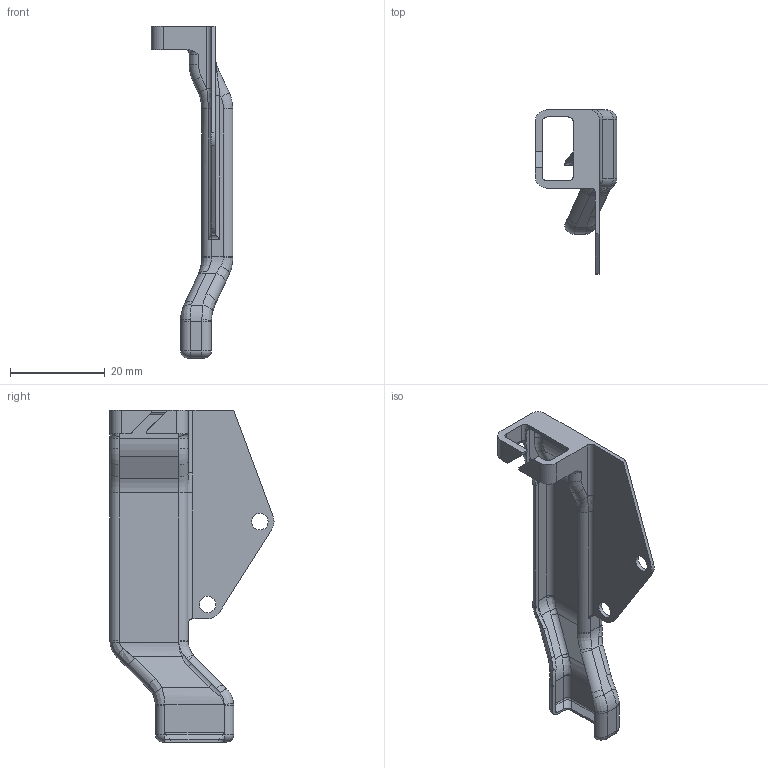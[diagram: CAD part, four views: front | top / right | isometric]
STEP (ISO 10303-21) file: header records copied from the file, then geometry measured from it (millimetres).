
FILE_DESCRIPTION(('CATIA V5 STEP Exchange','CAx-IF Rec.Pracs.--- Model Styling and Organization---1.5--- 2016-08-15','CAx-IF Rec.Pracs.---Supplemental Geometry---1.0---2011-11-01','CAx-IF Rec.Pracs.--- Composite Materials ---3.4---2017-06-13','CAx-IF Rec.Pracs.---Tessellated 3D Geometry---1.0---2015-12-17'),'2;1');
FILE_NAME('VM.22.03.01.504_B3 - T1 Wire Cover.stp','2025-10-16T18:05:29+00:00',('none'),('none'),'CATIA Version 5-6 Release 2020 SP6','CATIA V5 STEP AP242 v2','none');
FILE_SCHEMA(('AP242_MANAGED_MODEL_BASED_3D_ENGINEERING_MIM_LF {1 0 10303 442 1 1 4}'));
Length unit declared in the file: millimetre
Products named in the file (1): VM.22.03.01.504_B3 - T1 Wire Cover
Bounding box: 17.2 x 34.6 x 70 mm (x, y, z)
Volume: 2320.9 mm3; surface area: 5690.7 mm2
Topology: 1 solids, 1 shells, 257 faces, 637 edges, 379 vertices
Faces by surface type: cylinder 93, plane 65, bspline 53, torus 43, extrusion 3
Entity records: 10641 total; most frequent: CARTESIAN_POINT 5240, ORIENTED_EDGE 1268, DIRECTION 810, EDGE_CURVE 634, AXIS2_PLACEMENT_3D 383, VERTEX_POINT 379, EDGE_LOOP 261, ADVANCED_FACE 257
